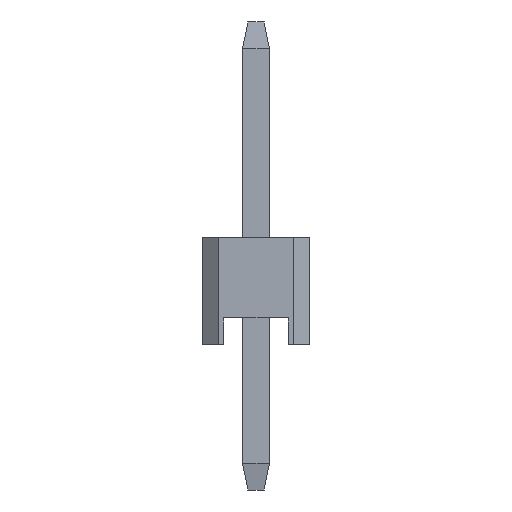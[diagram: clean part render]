
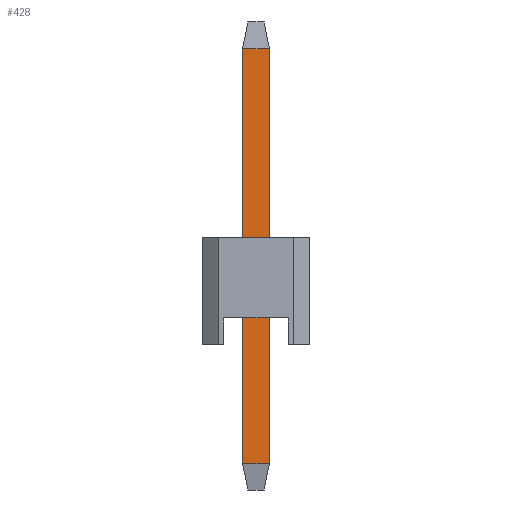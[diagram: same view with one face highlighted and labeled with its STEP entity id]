
A CAD part, left-side view. The second image highlights one B-rep face of the part: STEP entity #428.
In plain terms, the highlighted planar face has unit normal (-1, 0, 0).
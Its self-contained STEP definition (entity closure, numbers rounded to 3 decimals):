
#428=ADVANCED_FACE('',(#1242),#12192,.T.);
#1242=FACE_OUTER_BOUND('',#2056,.T.);
#2056=EDGE_LOOP('',(#2935,#2936,#2937,#2938));
#2935=ORIENTED_EDGE('',*,*,#6940,.F.);
#2936=ORIENTED_EDGE('',*,*,#6941,.F.);
#2937=ORIENTED_EDGE('',*,*,#6942,.F.);
#2938=ORIENTED_EDGE('',*,*,#6939,.F.);
#6939=EDGE_CURVE('',#10943,#10944,#8941,.T.);
#6940=EDGE_CURVE('',#10945,#10943,#8942,.T.);
#6941=EDGE_CURVE('',#10946,#10945,#8943,.T.);
#6942=EDGE_CURVE('',#10944,#10946,#8944,.T.);
#8941=B_SPLINE_CURVE_WITH_KNOTS('',1,(#14697,#14698),.UNSPECIFIED.,.F.,
 .F.,(2,2),(-7.7,0.),.UNSPECIFIED.);
#8942=B_SPLINE_CURVE_WITH_KNOTS('',1,(#14699,#14700),.UNSPECIFIED.,.F.,
 .F.,(2,2),(-0.5,0.),.UNSPECIFIED.);
#8943=B_SPLINE_CURVE_WITH_KNOTS('',1,(#14701,#14702),.UNSPECIFIED.,.F.,
 .F.,(2,2),(-7.7,0.),.UNSPECIFIED.);
#8944=B_SPLINE_CURVE_WITH_KNOTS('',1,(#14703,#14704),.UNSPECIFIED.,.F.,
 .F.,(2,2),(-0.5,0.),.UNSPECIFIED.);
#10943=VERTEX_POINT('',#14677);
#10944=VERTEX_POINT('',#14678);
#10945=VERTEX_POINT('',#14679);
#10946=VERTEX_POINT('',#14680);
#12192=PLANE('',#13026);
#13026=AXIS2_PLACEMENT_3D('',#14660,#13843,$);
#13843=DIRECTION('',(-1.,0.,0.));
#14660=CARTESIAN_POINT('',(-0.25,4.04,6.34));
#14677=CARTESIAN_POINT('',(-0.25,4.75,5.51));
#14678=CARTESIAN_POINT('',(-0.25,4.75,-2.19));
#14679=CARTESIAN_POINT('',(-0.25,5.25,5.51));
#14680=CARTESIAN_POINT('',(-0.25,5.25,-2.19));
#14697=CARTESIAN_POINT('',(-0.25,4.75,5.51));
#14698=CARTESIAN_POINT('',(-0.25,4.75,-2.19));
#14699=CARTESIAN_POINT('',(-0.25,5.25,5.51));
#14700=CARTESIAN_POINT('',(-0.25,4.75,5.51));
#14701=CARTESIAN_POINT('',(-0.25,5.25,-2.19));
#14702=CARTESIAN_POINT('',(-0.25,5.25,5.51));
#14703=CARTESIAN_POINT('',(-0.25,4.75,-2.19));
#14704=CARTESIAN_POINT('',(-0.25,5.25,-2.19));
